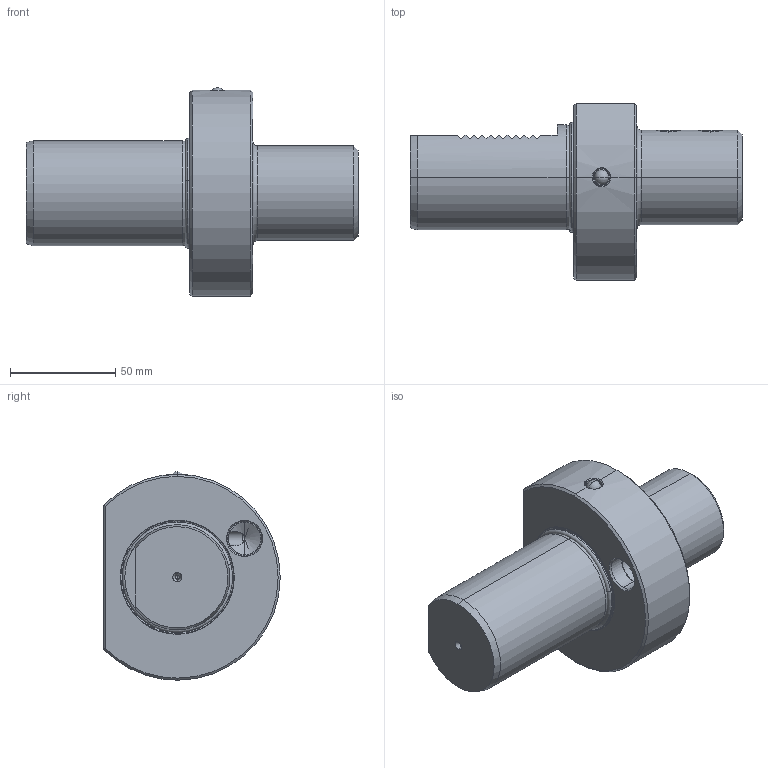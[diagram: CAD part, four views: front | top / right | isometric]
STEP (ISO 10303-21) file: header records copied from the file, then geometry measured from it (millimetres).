
FILE_DESCRIPTION (( 'STEP AP203' ), '1' );
FILE_NAME ('509.51.25.STEP', '2016-11-26T06:33:02', ( '' ), ( '' ), 'SwSTEP 2.0', 'SolidWorks 2012', '' );
FILE_SCHEMA (( 'CONFIG_CONTROL_DESIGN' ));
Length unit declared in the file: millimetre
Products named in the file (7): 509.51.25; 8止水鉚珠; M12xP1x14L; M12xP1x12L; 管螺文螺絲; VDI50       E1_25; O型環48.7
Assembly tree (6 placements, depth 2):
  509.51.25
    VDI50       E1_25
    O型環48.7
    M12xP1x12L
    M12xP1x14L
    管螺文螺絲
    8止水鉚珠
Bounding box: 158 x 84 x 99.2 mm (x, y, z)
Volume: 392803.8 mm3; surface area: 54979.7 mm2
Topology: 7 solids, 7 shells, 398 faces, 1033 edges, 645 vertices
Faces by surface type: cylinder 138, cone 137, plane 75, bspline 32, torus 14, sphere 2
Entity records: 49814 total; most frequent: CARTESIAN_POINT 40500, ORIENTED_EDGE 2040, DIRECTION 1529, EDGE_CURVE 1020, VERTEX_POINT 642, AXIS2_PLACEMENT_3D 577, EDGE_LOOP 416, ADVANCED_FACE 398
